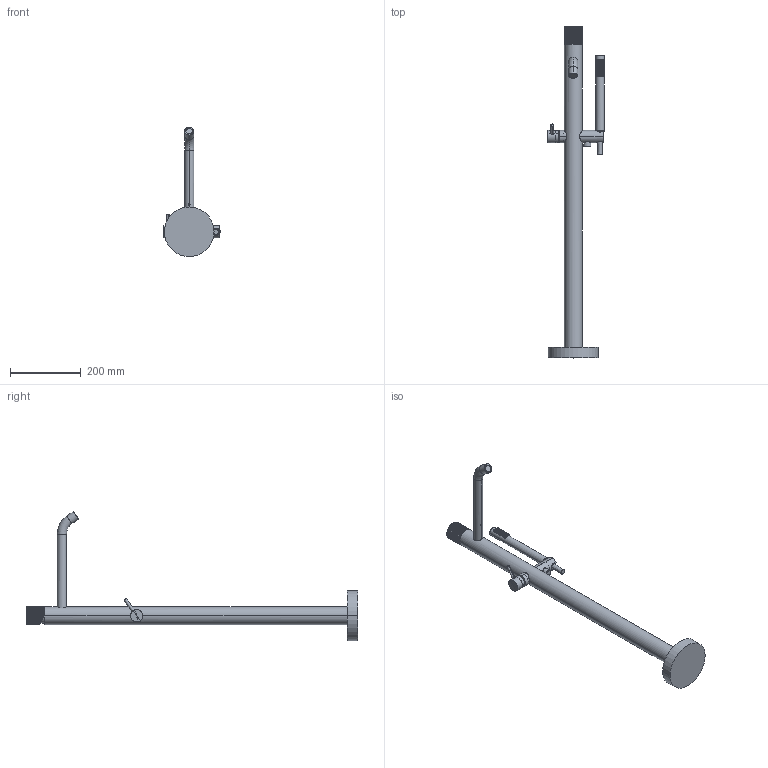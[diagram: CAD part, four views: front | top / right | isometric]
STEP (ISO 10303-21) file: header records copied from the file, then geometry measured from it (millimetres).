
FILE_DESCRIPTION((''),'2;1');
FILE_NAME('JO032CR','2021-02-02T14:42:44',('ut3'),('PAFFONI SpA'),'CREO PARAMETRIC BY PTC INC, 2020044','CREO PARAMETRIC BY PTC INC, 2020044','');
FILE_SCHEMA(('CONFIG_CONTROL_DESIGN','SHAPE_APPEARANCE_LAYERS_GROUPS'));
Length unit declared in the file: millimetre
Products named in the file (1): JO032CR
Bounding box: 158.99 x 937.3 x 364.39 mm (x, y, z)
Volume: 2469735.9 mm3; surface area: 271652.5 mm2
Topology: 22 solids, 23 shells, 676 faces, 1614 edges, 1049 vertices
Faces by surface type: plane 307, cylinder 199, cone 154, bspline 8, torus 6, sphere 2
Entity records: 32047 total; most frequent: CARTESIAN_POINT 11912, ORIENTED_EDGE 3208, DIRECTION 3106, EDGE_CURVE 1604, AXIS2_PLACEMENT_3D 1197, VERTEX_POINT 1049, EDGE_LOOP 753, VECTOR 712
